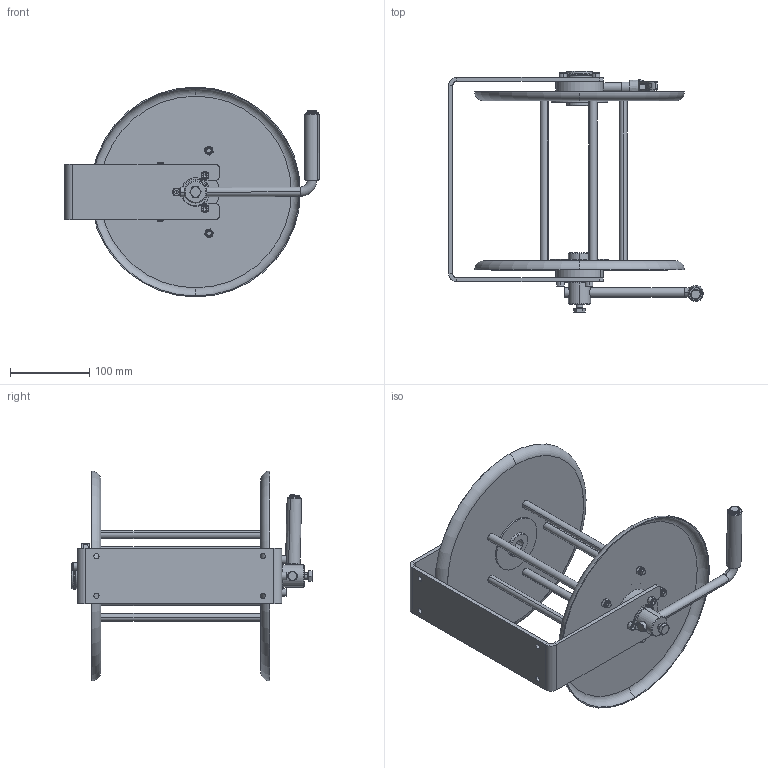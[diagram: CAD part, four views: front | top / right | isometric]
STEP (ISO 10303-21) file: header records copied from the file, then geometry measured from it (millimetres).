
FILE_DESCRIPTION (( 'STEP AP203' ), '1' );
FILE_NAME ('V10720012Mini-RM_STKi2Mini2010.STEP', '2022-10-10T11:58:58', ( '' ), ( '' ), 'SwSTEP 2.0', 'SolidWorks 2022', '' );
FILE_SCHEMA (( 'CONFIG_CONTROL_DESIGN' ));
Length unit declared in the file: millimetre
Products named in the file (32): B10720012Mini-30_Handkurbel; E10720031_Sprengring DIN 7993 A32x_E10720031 Sprengring A32; Teil1^V10720012Mini-RM_STKi2Mini2010; E10720037 Sechskantschraube DIN 933 ISO 4017 M8 x 16-A2-70_DIN EN 24017 - M8 x 16-N; B107200211-3_Bremslager links STKi2; E10450027_6kt-Mutter_M6-VA-DIN985; B10720047_Anschweissscheibe_STKi2 Ø72-Ø32 x 2-VA; E10700134-KU_Lagerschale_rechts; E10720012Mini-1 Trommelscheibe rechts; E10720012Mini-2 Trommelscheibe links; E10700011_Seegerring A28x1,5 VA; E107000101_Seegerring DIN471-A12-V2A; E10720045-2_Achsstummel_STKi2_STKi2Mini; E10720012Mini-11_Achsstummel_3-8_links; E10720070_Klemmhebel 65-Größe 2 schwarz; E10700127_Gleitlager-Buchse _PSM-2832-15; E10700128-1_Gleitlager-Buchse _GSM-3236-15; E10720012Mini-41_Handkurbel_klein; E10700012_Lagerbuche_re_kpl_mit_Lagerschale Ø28; B10720012Mini-40_Handkurbel_klein; E10720012Mini-3 Trommelständer_R+M; V10720012Mini-RM_STKi2Mini2010; E10700095_Zylinderschraube mit I-6kt_DIN 4762-M6x16-A2-70_EN ISO 4762 M6 x 16 - 16N; E10720077_6kt-Schraube M6x30-VA-DIN 933-ISO 4017_ISO 4014 - M6 x 30 x 18-N; B10720050-2_Anlaufscheibe_STKi2; B10720012Mini-10_Achse_3-8_links_STKi2Mini; B10720012Mini-20_Achse_rechts; B10720012Mini-70_Trommel; E107100192KU_Rollenachse; E10720033-1_Rolle f. Handkurbel PA6 schwarz; B10720046_Anschweissscheibe_STKi2 Ø72-Ø28 x 2-VA; E10720067-1-1 Lagerbuchse-Bremse STKi2 DN12+DN19
Assembly tree (47 placements, depth 4):
  Teil1^V10720012Mini-RM_STKi2Mini2010
  V10720012Mini-RM_STKi2Mini2010
    E10720012Mini-3 Trommelständer_R+M
    B107200211-3_Bremslager links STKi2
      E10720067-1-1 Lagerbuchse-Bremse STKi2 DN12+DN19
      E10700128-1_Gleitlager-Buchse _GSM-3236-15
      E10720070_Klemmhebel 65-Größe 2 schwarz
      E10720077_6kt-Schraube M6x30-VA-DIN 933-ISO 4017_ISO 4014 - M6 x 30 x 18-N
    B10720012Mini-70_Trommel
      E10720012Mini-1 Trommelscheibe rechts
      E107100192KU_Rollenachse  x5
      E10720012Mini-2 Trommelscheibe links
      E10450027_6kt-Mutter_M6-VA-DIN985  x10
    B10720012Mini-30_Handkurbel
      B10720012Mini-20_Achse_rechts
        E10720045-2_Achsstummel_STKi2_STKi2Mini
        B10720046_Anschweissscheibe_STKi2 Ø72-Ø28 x 2-VA
      B10720012Mini-40_Handkurbel_klein
        E10720012Mini-41_Handkurbel_klein
        E10720033-1_Rolle f. Handkurbel PA6 schwarz
        E107000101_Seegerring DIN471-A12-V2A
      E10700011_Seegerring A28x1,5 VA
      E10720037 Sechskantschraube DIN 933 ISO 4017 M8 x 16-A2-70_DIN EN 24017 - M8 x 16-N
      B10720050-2_Anlaufscheibe_STKi2
    E10700012_Lagerbuche_re_kpl_mit_Lagerschale Ø28
      E10700134-KU_Lagerschale_rechts
      E10700127_Gleitlager-Buchse _PSM-2832-15
    B10720012Mini-10_Achse_3-8_links_STKi2Mini
      E10720012Mini-11_Achsstummel_3-8_links
      B10720047_Anschweissscheibe_STKi2 Ø72-Ø32 x 2-VA
      E10720031_Sprengring DIN 7993 A32x_E10720031 Sprengring A32
    E10700095_Zylinderschraube mit I-6kt_DIN 4762-M6x16-A2-70_EN ISO 4762 M6 x 16 - 16N  x5
Bounding box: 321.14 x 304.3 x 265 mm (x, y, z)
Volume: 627411.1 mm3; surface area: 459258.2 mm2
Topology: 39 solids, 41 shells, 1054 faces, 2366 edges, 1437 vertices
Faces by surface type: cylinder 387, plane 344, cone 256, torus 65, sphere 2
Entity records: 20687 total; most frequent: CARTESIAN_POINT 3673, DIRECTION 3004, ORIENTED_EDGE 2582, EDGE_CURVE 1293, AXIS2_PLACEMENT_3D 1227, VERTEX_POINT 816, EDGE_LOOP 656, CIRCLE 623
